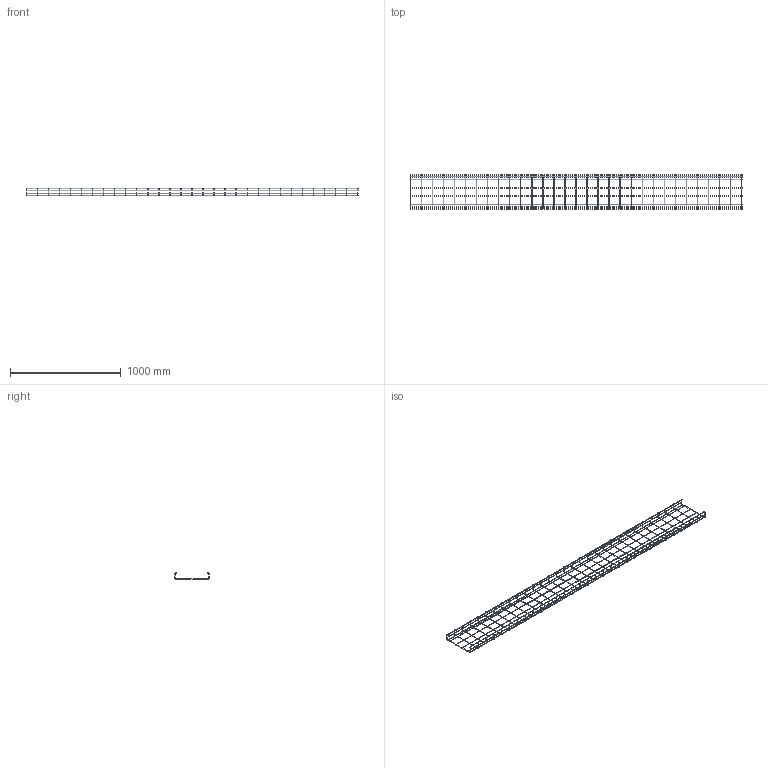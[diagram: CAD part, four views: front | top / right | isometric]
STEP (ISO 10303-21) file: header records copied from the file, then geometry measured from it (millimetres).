
FILE_DESCRIPTION(/* description */ (''),/* implementation_level */ '2;1');
FILE_NAME(/* name */ '004108.stp',/* time_stamp */ '2024-01-03T10:48:33+01:00',/* author */ ('bonnaudn'),/* organization */ (''),/* preprocessor_version */ 'ST-DEVELOPER v19.2',/* originating_system */ 'AutoCAD Mechanical',/* authorisation */ '');
FILE_SCHEMA (('AUTOMOTIVE_DESIGN { 1 0 10303 214 3 1 1 }'));
Length unit declared in the file: millimetre
Products named in the file (3): Product; *U1; *U0
Assembly tree (32 placements, depth 3):
  Product
    *U1
      *U0  x31
Bounding box: 3004.4 x 315.6 x 65.6 mm (x, y, z)
Volume: 752501.7 mm3; surface area: 685400.1 mm2
Topology: 43 solids, 43 shells, 377 faces, 873 edges, 582 vertices
Faces by surface type: cylinder 167, torus 124, plane 86
Full cylindrical faces by diameter (mm): 4.4 x167
Entity records: 1303 total; most frequent: DIRECTION 273, CARTESIAN_POINT 187, AXIS2_PLACEMENT_3D 128, ORIENTED_EDGE 126, EDGE_CURVE 63, FACE_OUTER_BOUND 47, EDGE_LOOP 47, ADVANCED_FACE 47
